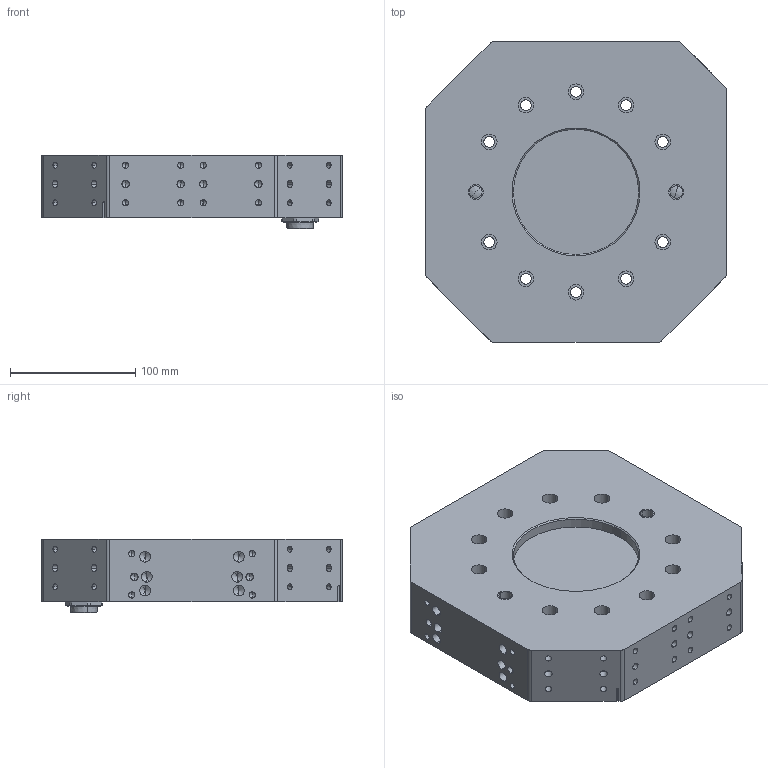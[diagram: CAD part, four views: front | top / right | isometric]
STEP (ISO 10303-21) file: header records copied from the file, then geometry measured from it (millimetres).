
FILE_DESCRIPTION (( 'STEP AP203' ), '1' );
FILE_NAME ('P6872.STEP', '2018-11-30T12:24:05', ( 'rsp' ), ( 'Hewlett-Packard Company' ), 'SwSTEP 2.0', 'SolidWorks 2017', '' );
FILE_SCHEMA (( 'CONFIG_CONTROL_DESIGN' ));
Length unit declared in the file: millimetre
Products named in the file (1): P6872
Bounding box: 240 x 240 x 58.7 mm (x, y, z)
Volume: 2117853.2 mm3; surface area: 310639.4 mm2
Topology: 14 solids, 15 shells, 811 faces, 1926 edges, 1138 vertices
Faces by surface type: cylinder 385, cone 209, plane 171, torus 32, bspline 10, sphere 4
Entity records: 23371 total; most frequent: CARTESIAN_POINT 4523, DIRECTION 4236, ORIENTED_EDGE 3584, EDGE_CURVE 1792, AXIS2_PLACEMENT_3D 1705, VERTEX_POINT 1138, EDGE_LOOP 1024, CIRCLE 903
